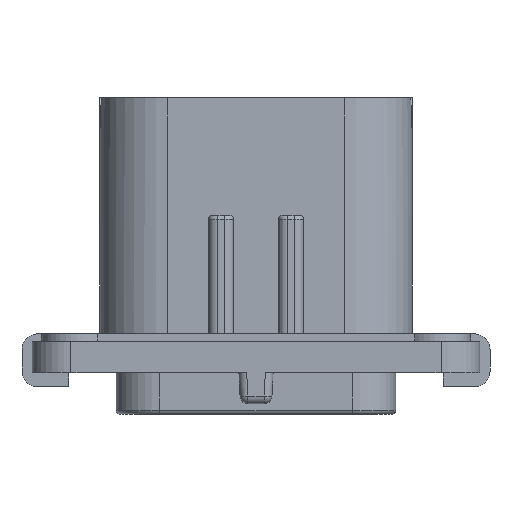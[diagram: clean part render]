
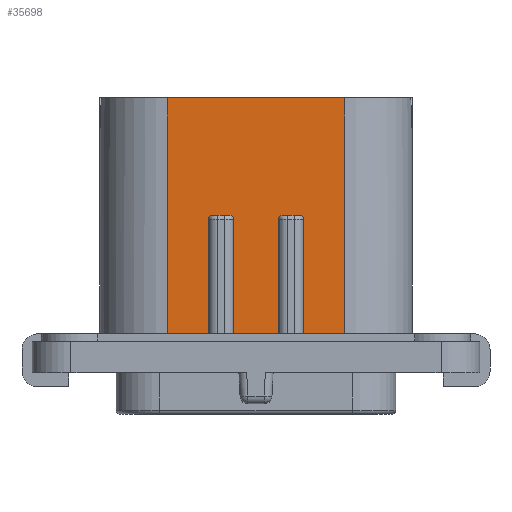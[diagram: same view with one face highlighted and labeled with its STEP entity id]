
A CAD part, front view. The second image highlights one B-rep face of the part: STEP entity #35698.
In plain terms, the highlighted planar face has unit normal (0, -1, 0).
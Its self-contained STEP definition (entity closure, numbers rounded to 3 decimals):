
#1183=DIRECTION('',(1.,0.,0.));
#1184=VECTOR('',#1183,2.66);
#1185=CARTESIAN_POINT('',(3.04,-9.,2.));
#1186=LINE('',#1185,#1184);
#2451=DIRECTION('',(1.,0.,0.));
#2452=VECTOR('',#2451,11.4);
#2453=CARTESIAN_POINT('',(-5.7,-9.,17.67));
#2454=LINE('',#2453,#2452);
#8403=DIRECTION('',(0.,0.,1.));
#8404=VECTOR('',#8403,7.87);
#8405=CARTESIAN_POINT('',(3.04,-9.,2.));
#8406=LINE('',#8405,#8404);
#8407=DIRECTION('',(1.,0.,0.));
#8408=VECTOR('',#8407,1.1);
#8409=CARTESIAN_POINT('',(1.69,-9.,10.12));
#8410=LINE('',#8409,#8408);
#8411=DIRECTION('',(0.,0.,1.));
#8412=VECTOR('',#8411,7.87);
#8413=CARTESIAN_POINT('',(1.44,-9.,2.));
#8414=LINE('',#8413,#8412);
#8415=DIRECTION('',(0.,0.,1.));
#8416=VECTOR('',#8415,7.87);
#8417=CARTESIAN_POINT('',(-1.44,-9.,2.));
#8418=LINE('',#8417,#8416);
#8419=DIRECTION('',(1.,0.,0.));
#8420=VECTOR('',#8419,1.1);
#8421=CARTESIAN_POINT('',(-2.79,-9.,10.12));
#8422=LINE('',#8421,#8420);
#8423=DIRECTION('',(0.,0.,1.));
#8424=VECTOR('',#8423,7.87);
#8425=CARTESIAN_POINT('',(-3.04,-9.,2.));
#8426=LINE('',#8425,#8424);
#8427=DIRECTION('',(0.,0.,-1.));
#8428=VECTOR('',#8427,15.67);
#8429=CARTESIAN_POINT('',(-5.7,-9.,17.67));
#8430=LINE('',#8429,#8428);
#8431=DIRECTION('',(0.,0.,-1.));
#8432=VECTOR('',#8431,15.67);
#8433=CARTESIAN_POINT('',(5.7,-9.,17.67));
#8434=LINE('',#8433,#8432);
#8448=CARTESIAN_POINT('',(2.79,-9.,9.87));
#8449=DIRECTION('',(0.,1.,0.));
#8450=DIRECTION('',(0.,0.,1.));
#8451=AXIS2_PLACEMENT_3D('',#8448,#8449,#8450);
#8490=CARTESIAN_POINT('',(1.69,-9.,9.87));
#8491=DIRECTION('',(0.,1.,0.));
#8492=DIRECTION('',(-1.,0.,0.));
#8493=AXIS2_PLACEMENT_3D('',#8490,#8491,#8492);
#8601=DIRECTION('',(1.,0.,0.));
#8602=VECTOR('',#8601,2.66);
#8603=CARTESIAN_POINT('',(-5.7,-9.,2.));
#8604=LINE('',#8603,#8602);
#8613=CARTESIAN_POINT('',(-2.79,-9.,9.87));
#8614=DIRECTION('',(0.,1.,0.));
#8615=DIRECTION('',(-1.,0.,0.));
#8616=AXIS2_PLACEMENT_3D('',#8613,#8614,#8615);
#8645=CARTESIAN_POINT('',(-1.69,-9.,9.87));
#8646=DIRECTION('',(0.,1.,0.));
#8647=DIRECTION('',(0.,0.,1.));
#8648=AXIS2_PLACEMENT_3D('',#8645,#8646,#8647);
#8670=DIRECTION('',(1.,0.,0.));
#8671=VECTOR('',#8670,2.88);
#8672=CARTESIAN_POINT('',(-1.44,-9.,2.));
#8673=LINE('',#8672,#8671);
#20257=CARTESIAN_POINT('',(-5.7,-9.,17.67));
#20258=CARTESIAN_POINT('',(-5.7,-9.,2.));
#20259=VERTEX_POINT('',#20257);
#20260=VERTEX_POINT('',#20258);
#20261=CARTESIAN_POINT('',(5.7,-9.,17.67));
#20262=CARTESIAN_POINT('',(5.7,-9.,2.));
#20263=VERTEX_POINT('',#20261);
#20264=VERTEX_POINT('',#20262);
#20419=CARTESIAN_POINT('',(-3.04,-9.,2.));
#20420=VERTEX_POINT('',#20419);
#20421=CARTESIAN_POINT('',(-1.44,-9.,2.));
#20422=CARTESIAN_POINT('',(1.44,-9.,2.));
#20423=VERTEX_POINT('',#20421);
#20424=VERTEX_POINT('',#20422);
#20425=CARTESIAN_POINT('',(3.04,-9.,2.));
#20426=VERTEX_POINT('',#20425);
#22884=CARTESIAN_POINT('',(-1.44,-9.,9.87));
#22886=VERTEX_POINT('',#22884);
#22888=CARTESIAN_POINT('',(-1.69,-9.,10.12));
#22890=VERTEX_POINT('',#22888);
#22911=CARTESIAN_POINT('',(-2.79,-9.,10.12));
#22912=VERTEX_POINT('',#22911);
#22913=CARTESIAN_POINT('',(-3.04,-9.,9.87));
#22914=VERTEX_POINT('',#22913);
#22916=CARTESIAN_POINT('',(3.04,-9.,9.87));
#22918=VERTEX_POINT('',#22916);
#22920=CARTESIAN_POINT('',(2.79,-9.,10.12));
#22922=VERTEX_POINT('',#22920);
#22923=CARTESIAN_POINT('',(1.69,-9.,10.12));
#22925=VERTEX_POINT('',#22923);
#22927=CARTESIAN_POINT('',(1.44,-9.,9.87));
#22929=VERTEX_POINT('',#22927);
#35662=CARTESIAN_POINT('',(-10.05,-9.,2.));
#35663=DIRECTION('',(0.,-1.,0.));
#35664=DIRECTION('',(1.,0.,0.));
#35665=AXIS2_PLACEMENT_3D('',#35662,#35663,#35664);
#35666=PLANE('',#35665);
#35668=ORIENTED_EDGE('',*,*,#35667,.T.);
#35670=ORIENTED_EDGE('',*,*,#35669,.F.);
#35672=ORIENTED_EDGE('',*,*,#35671,.F.);
#35674=ORIENTED_EDGE('',*,*,#35673,.F.);
#35676=ORIENTED_EDGE('',*,*,#35675,.F.);
#35678=ORIENTED_EDGE('',*,*,#35677,.F.);
#35680=ORIENTED_EDGE('',*,*,#35679,.T.);
#35682=ORIENTED_EDGE('',*,*,#35681,.F.);
#35684=ORIENTED_EDGE('',*,*,#35683,.F.);
#35686=ORIENTED_EDGE('',*,*,#35685,.F.);
#35688=ORIENTED_EDGE('',*,*,#35687,.F.);
#35690=ORIENTED_EDGE('',*,*,#35689,.F.);
#35692=ORIENTED_EDGE('',*,*,#35691,.F.);
#35693=ORIENTED_EDGE('',*,*,#27331,.T.);
#35694=ORIENTED_EDGE('',*,*,#27300,.T.);
#35695=ORIENTED_EDGE('',*,*,#26539,.F.);
#35696=EDGE_LOOP('',(#35668,#35670,#35672,#35674,#35676,#35678,#35680,#35682,
#35684,#35686,#35688,#35690,#35692,#35693,#35694,#35695));
#35697=FACE_OUTER_BOUND('',#35696,.F.);
#35698=ADVANCED_FACE('',(#35697),#35666,.T.);
#8452=CIRCLE('',#8451,0.25);
#8494=CIRCLE('',#8493,0.25);
#8617=CIRCLE('',#8616,0.25);
#8649=CIRCLE('',#8648,0.25);
#26539=EDGE_CURVE('',#20426,#20264,#1186,.T.);
#27300=EDGE_CURVE('',#20263,#20264,#8434,.T.);
#27331=EDGE_CURVE('',#20259,#20263,#2454,.T.);
#35667=EDGE_CURVE('',#20426,#22918,#8406,.T.);
#35669=EDGE_CURVE('',#22922,#22918,#8452,.T.);
#35671=EDGE_CURVE('',#22925,#22922,#8410,.T.);
#35673=EDGE_CURVE('',#22929,#22925,#8494,.T.);
#35675=EDGE_CURVE('',#20424,#22929,#8414,.T.);
#35677=EDGE_CURVE('',#20423,#20424,#8673,.T.);
#35679=EDGE_CURVE('',#20423,#22886,#8418,.T.);
#35681=EDGE_CURVE('',#22890,#22886,#8649,.T.);
#35683=EDGE_CURVE('',#22912,#22890,#8422,.T.);
#35685=EDGE_CURVE('',#22914,#22912,#8617,.T.);
#35687=EDGE_CURVE('',#20420,#22914,#8426,.T.);
#35689=EDGE_CURVE('',#20260,#20420,#8604,.T.);
#35691=EDGE_CURVE('',#20259,#20260,#8430,.T.);
